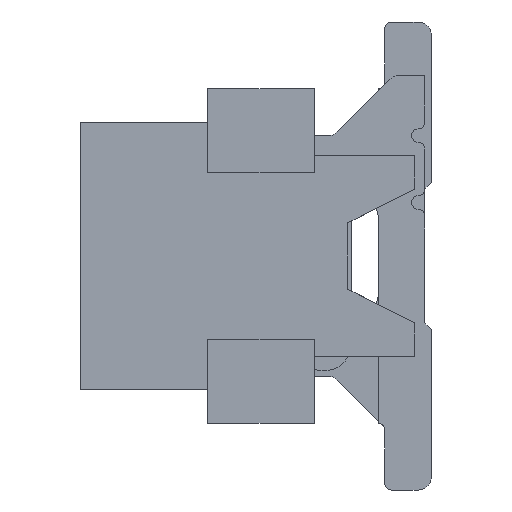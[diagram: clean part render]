
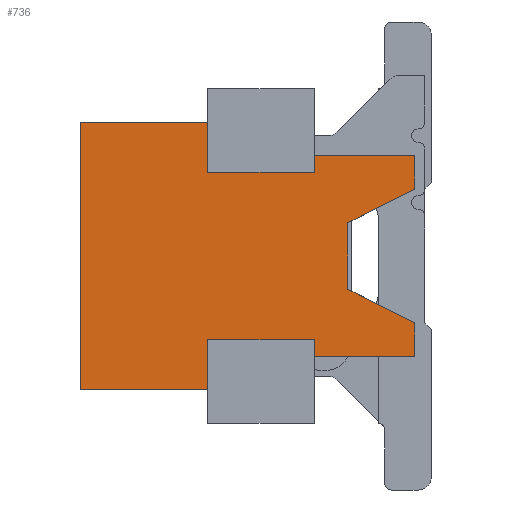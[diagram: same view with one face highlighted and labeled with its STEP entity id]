
A CAD part, left-side view. The second image highlights one B-rep face of the part: STEP entity #736.
In plain terms, the highlighted planar face has unit normal (-1, 0, 0).
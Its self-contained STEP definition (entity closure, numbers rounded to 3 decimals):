
#12 = CARTESIAN_POINT ( 'NONE',  ( -6.55, 3.35, 2. ) ) ;
#145 = VECTOR ( 'NONE', #41402, 1000. ) ;
#214 = LINE ( 'NONE', #13928, #15820 ) ;
#222 = CARTESIAN_POINT ( 'NONE',  ( -6.55, 5.25, 2. ) ) ;
#223 = ORIENTED_EDGE ( 'NONE', *, *, #15656, .F. ) ;
#405 = EDGE_CURVE ( 'NONE', #7311, #37639, #33826, .T. ) ;
#736 = ADVANCED_FACE ( 'NONE', ( #25323 ), #14827, .F. ) ;
#1230 = VERTEX_POINT ( 'NONE', #24811 ) ;
#1315 = ORIENTED_EDGE ( 'NONE', *, *, #9007, .F. ) ;
#1317 = ORIENTED_EDGE ( 'NONE', *, *, #405, .F. ) ;
#1350 = VERTEX_POINT ( 'NONE', #5720 ) ;
#1514 = VECTOR ( 'NONE', #23006, 1000. ) ;
#1732 = CARTESIAN_POINT ( 'NONE',  ( -6.55, 1.25, 0.5 ) ) ;
#2201 = CARTESIAN_POINT ( 'NONE',  ( -6.55, 0.25, 1. ) ) ;
#3508 = ORIENTED_EDGE ( 'NONE', *, *, #18460, .F. ) ;
#4695 = CARTESIAN_POINT ( 'NONE',  ( -6.55, 1.75, -1.25 ) ) ;
#5071 = DIRECTION ( 'NONE',  ( 0., 0., -1. ) ) ;
#5369 = CARTESIAN_POINT ( 'NONE',  ( -6.55, 5.25, 2.5 ) ) ;
#5545 = LINE ( 'NONE', #37597, #11292 ) ;
#5631 = LINE ( 'NONE', #15827, #7864 ) ;
#5720 = CARTESIAN_POINT ( 'NONE',  ( -6.55, 5.25, 2. ) ) ;
#5730 = EDGE_CURVE ( 'NONE', #14554, #6363, #36182, .T. ) ;
#5747 = VERTEX_POINT ( 'NONE', #1732 ) ;
#6059 = CARTESIAN_POINT ( 'NONE',  ( -6.55, 0.25, -1. ) ) ;
#6094 = LINE ( 'NONE', #42348, #145 ) ;
#6206 = VECTOR ( 'NONE', #19073, 1000. ) ;
#6363 = VERTEX_POINT ( 'NONE', #15104 ) ;
#6389 = DIRECTION ( 'NONE',  ( 0., 0., -1. ) ) ;
#6563 = VERTEX_POINT ( 'NONE', #6059 ) ;
#6689 = EDGE_CURVE ( 'NONE', #10473, #26166, #214, .T. ) ;
#7205 = DIRECTION ( 'NONE',  ( 0., -1., 0. ) ) ;
#7311 = VERTEX_POINT ( 'NONE', #41638 ) ;
#7653 = ORIENTED_EDGE ( 'NONE', *, *, #40720, .F. ) ;
#7864 = VECTOR ( 'NONE', #34007, 1000. ) ;
#8120 = DIRECTION ( 'NONE',  ( 0., 1., 0. ) ) ;
#8271 = DIRECTION ( 'NONE',  ( 0., 1., 0. ) ) ;
#8323 = DIRECTION ( 'NONE',  ( 0., 0., -1. ) ) ;
#8891 = CARTESIAN_POINT ( 'NONE',  ( -6.55, 0.25, 1.5 ) ) ;
#9007 = EDGE_CURVE ( 'NONE', #29840, #10473, #40930, .T. ) ;
#9418 = VECTOR ( 'NONE', #11887, 1000. ) ;
#9770 = LINE ( 'NONE', #12, #35114 ) ;
#10214 = ORIENTED_EDGE ( 'NONE', *, *, #43370, .F. ) ;
#10473 = VERTEX_POINT ( 'NONE', #14560 ) ;
#11140 = CARTESIAN_POINT ( 'NONE',  ( -6.55, 3.35, 1.25 ) ) ;
#11292 = VECTOR ( 'NONE', #5071, 1000. ) ;
#11449 = VECTOR ( 'NONE', #6389, 1000. ) ;
#11522 = CARTESIAN_POINT ( 'NONE',  ( -6.55, 1.25, -0.5 ) ) ;
#11887 = DIRECTION ( 'NONE',  ( 0., -1., 0. ) ) ;
#11945 = LINE ( 'NONE', #29405, #31260 ) ;
#12750 = LINE ( 'NONE', #29507, #15202 ) ;
#13444 = ORIENTED_EDGE ( 'NONE', *, *, #45856, .T. ) ;
#13522 = VECTOR ( 'NONE', #8271, 1000. ) ;
#13928 = CARTESIAN_POINT ( 'NONE',  ( -6.55, 5.25, 1.5 ) ) ;
#14554 = VERTEX_POINT ( 'NONE', #4695 ) ;
#14560 = CARTESIAN_POINT ( 'NONE',  ( -6.55, 1.75, 1.5 ) ) ;
#14827 = PLANE ( 'NONE',  #38215 ) ;
#14849 = CARTESIAN_POINT ( 'NONE',  ( -6.55, 5.25, 2. ) ) ;
#15104 = CARTESIAN_POINT ( 'NONE',  ( -6.55, 3.35, -1.25 ) ) ;
#15118 = VECTOR ( 'NONE', #45399, 1000. ) ;
#15202 = VECTOR ( 'NONE', #29731, 1000. ) ;
#15413 = CARTESIAN_POINT ( 'NONE',  ( -6.55, 3.35, 0. ) ) ;
#15656 = EDGE_CURVE ( 'NONE', #25817, #5747, #11945, .T. ) ;
#15820 = VECTOR ( 'NONE', #7205, 1000. ) ;
#15827 = CARTESIAN_POINT ( 'NONE',  ( -6.55, 1.25, -0.5 ) ) ;
#16517 = CARTESIAN_POINT ( 'NONE',  ( -6.55, 1.75, 2.5 ) ) ;
#16828 = CARTESIAN_POINT ( 'NONE',  ( -6.55, 0.25, 2. ) ) ;
#17887 = EDGE_CURVE ( 'NONE', #6363, #18530, #9770, .T. ) ;
#18052 = EDGE_CURVE ( 'NONE', #7311, #1350, #28803, .T. ) ;
#18460 = EDGE_CURVE ( 'NONE', #1230, #1350, #43955, .T. ) ;
#18530 = VERTEX_POINT ( 'NONE', #23709 ) ;
#19073 = DIRECTION ( 'NONE',  ( 0., 0., 1. ) ) ;
#20500 = ORIENTED_EDGE ( 'NONE', *, *, #18052, .T. ) ;
#20550 = ORIENTED_EDGE ( 'NONE', *, *, #43171, .F. ) ;
#20563 = EDGE_CURVE ( 'NONE', #35509, #6563, #5631, .T. ) ;
#20806 = DIRECTION ( 'NONE',  ( 0., 1., 0. ) ) ;
#23006 = DIRECTION ( 'NONE',  ( 0., 0., 1. ) ) ;
#23709 = CARTESIAN_POINT ( 'NONE',  ( -6.55, 3.35, -2. ) ) ;
#23859 = ORIENTED_EDGE ( 'NONE', *, *, #6689, .F. ) ;
#23948 = DIRECTION ( 'NONE',  ( 0., 0., -1. ) ) ;
#24136 = VECTOR ( 'NONE', #20806, 1000. ) ;
#24237 = EDGE_CURVE ( 'NONE', #44452, #43029, #35697, .T. ) ;
#24268 = LINE ( 'NONE', #16828, #11449 ) ;
#24811 = CARTESIAN_POINT ( 'NONE',  ( -6.55, 5.25, -2. ) ) ;
#25097 = DIRECTION ( 'NONE',  ( 1., 0., 0. ) ) ;
#25323 = FACE_OUTER_BOUND ( 'NONE', #30008, .T. ) ;
#25356 = CARTESIAN_POINT ( 'NONE',  ( -6.55, 1.75, 1.25 ) ) ;
#25817 = VERTEX_POINT ( 'NONE', #2201 ) ;
#25858 = LINE ( 'NONE', #40055, #9418 ) ;
#25911 = DIRECTION ( 'NONE',  ( 0., 0.894, -0.447 ) ) ;
#26166 = VERTEX_POINT ( 'NONE', #8891 ) ;
#26304 = EDGE_CURVE ( 'NONE', #5747, #35509, #42609, .T. ) ;
#27040 = VECTOR ( 'NONE', #30079, 1000. ) ;
#28545 = ORIENTED_EDGE ( 'NONE', *, *, #39823, .F. ) ;
#28803 = LINE ( 'NONE', #14849, #40305 ) ;
#29181 = ORIENTED_EDGE ( 'NONE', *, *, #20563, .F. ) ;
#29405 = CARTESIAN_POINT ( 'NONE',  ( -6.55, 0.25, 1. ) ) ;
#29507 = CARTESIAN_POINT ( 'NONE',  ( -6.55, 1.75, 2.5 ) ) ;
#29731 = DIRECTION ( 'NONE',  ( 0., 0., 1. ) ) ;
#29840 = VERTEX_POINT ( 'NONE', #25356 ) ;
#30008 = EDGE_LOOP ( 'NONE', ( #20500, #3508, #13444, #36343, #42240, #28545, #39983, #7653, #29181, #35136, #223, #10214, #23859, #1315, #20550, #1317 ) ) ;
#30079 = DIRECTION ( 'NONE',  ( 0., 0., -1. ) ) ;
#31260 = VECTOR ( 'NONE', #25911, 1000. ) ;
#31347 = CARTESIAN_POINT ( 'NONE',  ( -6.55, 0.25, -1.5 ) ) ;
#31445 = CARTESIAN_POINT ( 'NONE',  ( -6.55, 1.25, 2. ) ) ;
#33826 = LINE ( 'NONE', #15413, #27040 ) ;
#34007 = DIRECTION ( 'NONE',  ( 0., -0.894, -0.447 ) ) ;
#35114 = VECTOR ( 'NONE', #23948, 1000. ) ;
#35136 = ORIENTED_EDGE ( 'NONE', *, *, #26304, .F. ) ;
#35509 = VERTEX_POINT ( 'NONE', #11522 ) ;
#35697 = LINE ( 'NONE', #38719, #24136 ) ;
#36182 = LINE ( 'NONE', #40121, #13522 ) ;
#36343 = ORIENTED_EDGE ( 'NONE', *, *, #17887, .F. ) ;
#37597 = CARTESIAN_POINT ( 'NONE',  ( -6.55, 0.25, 2. ) ) ;
#37639 = VERTEX_POINT ( 'NONE', #11140 ) ;
#38215 = AXIS2_PLACEMENT_3D ( 'NONE', #222, #25097, #8323 ) ;
#38719 = CARTESIAN_POINT ( 'NONE',  ( -6.55, 5.25, -1.5 ) ) ;
#39823 = EDGE_CURVE ( 'NONE', #43029, #14554, #12750, .T. ) ;
#39983 = ORIENTED_EDGE ( 'NONE', *, *, #24237, .F. ) ;
#40055 = CARTESIAN_POINT ( 'NONE',  ( -6.55, 5.25, -2. ) ) ;
#40121 = CARTESIAN_POINT ( 'NONE',  ( -6.55, 5.25, -1.25 ) ) ;
#40305 = VECTOR ( 'NONE', #8120, 1000. ) ;
#40720 = EDGE_CURVE ( 'NONE', #6563, #44452, #24268, .T. ) ;
#40930 = LINE ( 'NONE', #16517, #1514 ) ;
#41402 = DIRECTION ( 'NONE',  ( 0., -1., 0. ) ) ;
#41638 = CARTESIAN_POINT ( 'NONE',  ( -6.55, 3.35, 2. ) ) ;
#42240 = ORIENTED_EDGE ( 'NONE', *, *, #5730, .F. ) ;
#42348 = CARTESIAN_POINT ( 'NONE',  ( -6.55, 5.25, 1.25 ) ) ;
#42609 = LINE ( 'NONE', #31445, #15118 ) ;
#43029 = VERTEX_POINT ( 'NONE', #43103 ) ;
#43103 = CARTESIAN_POINT ( 'NONE',  ( -6.55, 1.75, -1.5 ) ) ;
#43171 = EDGE_CURVE ( 'NONE', #37639, #29840, #6094, .T. ) ;
#43370 = EDGE_CURVE ( 'NONE', #26166, #25817, #5545, .T. ) ;
#43955 = LINE ( 'NONE', #5369, #6206 ) ;
#44452 = VERTEX_POINT ( 'NONE', #31347 ) ;
#45399 = DIRECTION ( 'NONE',  ( 0., 0., -1. ) ) ;
#45856 = EDGE_CURVE ( 'NONE', #1230, #18530, #25858, .T. ) ;
